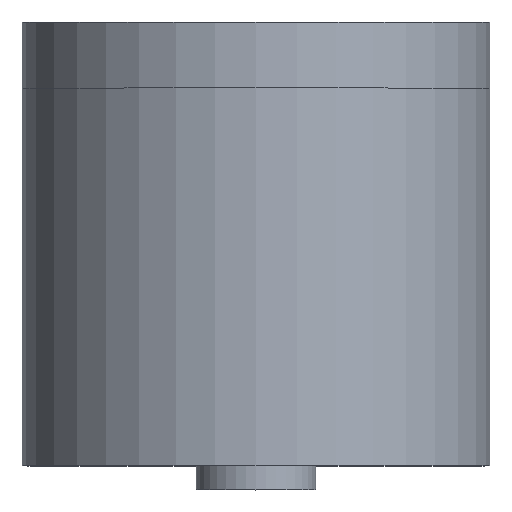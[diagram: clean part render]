
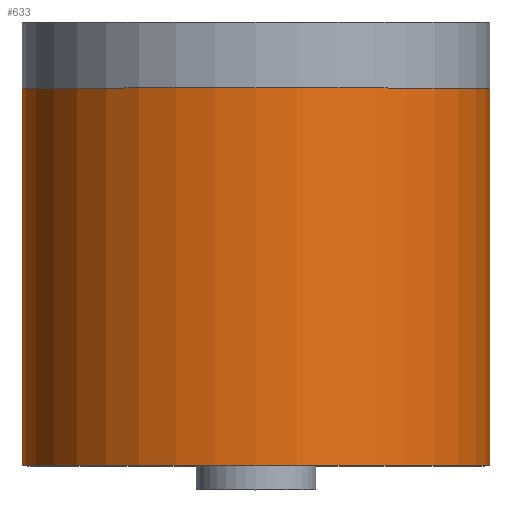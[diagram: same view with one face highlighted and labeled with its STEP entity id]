
A CAD part, top view. The second image highlights one B-rep face of the part: STEP entity #633.
In plain terms, the highlighted cylindrical face has radius 15.6 mm (diameter 31.2 mm), a full revolution.
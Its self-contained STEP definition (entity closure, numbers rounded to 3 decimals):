
#579 = PLANE('',#580);
#580 = AXIS2_PLACEMENT_3D('',#581,#582,#583);
#581 = CARTESIAN_POINT('',(0.,-10.4,0.));
#582 = DIRECTION('',(-0.,-1.,-0.));
#583 = DIRECTION('',(1.,-0.,0.));
#605 = EDGE_CURVE('',#606,#606,#608,.T.);
#606 = VERTEX_POINT('',#607);
#607 = CARTESIAN_POINT('',(15.6,-10.4,0.));
#608 = SURFACE_CURVE('',#609,(#614,#621),.PCURVE_S1.);
#609 = CIRCLE('',#610,15.6);
#610 = AXIS2_PLACEMENT_3D('',#611,#612,#613);
#611 = CARTESIAN_POINT('',(0.,-10.4,0.));
#612 = DIRECTION('',(0.,-1.,0.));
#613 = DIRECTION('',(1.,0.,0.));
#614 = PCURVE('',#579,#615);
#615 = DEFINITIONAL_REPRESENTATION('',(#616),#620);
#616 = CIRCLE('',#617,15.6);
#617 = AXIS2_PLACEMENT_2D('',#618,#619);
#618 = CARTESIAN_POINT('',(0.,0.));
#619 = DIRECTION('',(1.,0.));
#620 = ( GEOMETRIC_REPRESENTATION_CONTEXT(2) 
PARAMETRIC_REPRESENTATION_CONTEXT() REPRESENTATION_CONTEXT('2D SPACE',''
  ) );
#621 = PCURVE('',#622,#627);
#622 = CYLINDRICAL_SURFACE('',#623,15.6);
#623 = AXIS2_PLACEMENT_3D('',#624,#625,#626);
#624 = CARTESIAN_POINT('',(0.,-10.4,0.));
#625 = DIRECTION('',(0.,1.,0.));
#626 = DIRECTION('',(1.,0.,0.));
#627 = DEFINITIONAL_REPRESENTATION('',(#628),#632);
#628 = LINE('',#629,#630);
#629 = CARTESIAN_POINT('',(6.283,0.));
#630 = VECTOR('',#631,1.);
#631 = DIRECTION('',(-1.,0.));
#632 = ( GEOMETRIC_REPRESENTATION_CONTEXT(2) 
PARAMETRIC_REPRESENTATION_CONTEXT() REPRESENTATION_CONTEXT('2D SPACE',''
  ) );
#633 = ADVANCED_FACE('',(#634),#622,.T.);
#634 = FACE_BOUND('',#635,.T.);
#635 = EDGE_LOOP('',(#636,#659,#686,#687));
#636 = ORIENTED_EDGE('',*,*,#637,.T.);
#637 = EDGE_CURVE('',#606,#638,#640,.T.);
#638 = VERTEX_POINT('',#639);
#639 = CARTESIAN_POINT('',(15.6,14.8,0.));
#640 = SEAM_CURVE('',#641,(#645,#652),.PCURVE_S1.);
#641 = LINE('',#642,#643);
#642 = CARTESIAN_POINT('',(15.6,-10.4,0.));
#643 = VECTOR('',#644,1.);
#644 = DIRECTION('',(0.,1.,0.));
#645 = PCURVE('',#622,#646);
#646 = DEFINITIONAL_REPRESENTATION('',(#647),#651);
#647 = LINE('',#648,#649);
#648 = CARTESIAN_POINT('',(6.283,0.));
#649 = VECTOR('',#650,1.);
#650 = DIRECTION('',(-0.,1.));
#651 = ( GEOMETRIC_REPRESENTATION_CONTEXT(2) 
PARAMETRIC_REPRESENTATION_CONTEXT() REPRESENTATION_CONTEXT('2D SPACE',''
  ) );
#652 = PCURVE('',#622,#653);
#653 = DEFINITIONAL_REPRESENTATION('',(#654),#658);
#654 = LINE('',#655,#656);
#655 = CARTESIAN_POINT('',(0.,0.));
#656 = VECTOR('',#657,1.);
#657 = DIRECTION('',(-0.,1.));
#658 = ( GEOMETRIC_REPRESENTATION_CONTEXT(2) 
PARAMETRIC_REPRESENTATION_CONTEXT() REPRESENTATION_CONTEXT('2D SPACE',''
  ) );
#659 = ORIENTED_EDGE('',*,*,#660,.T.);
#660 = EDGE_CURVE('',#638,#638,#661,.T.);
#661 = SURFACE_CURVE('',#662,(#667,#674),.PCURVE_S1.);
#662 = CIRCLE('',#663,15.6);
#663 = AXIS2_PLACEMENT_3D('',#664,#665,#666);
#664 = CARTESIAN_POINT('',(0.,14.8,0.));
#665 = DIRECTION('',(0.,-1.,0.));
#666 = DIRECTION('',(1.,0.,0.));
#667 = PCURVE('',#622,#668);
#668 = DEFINITIONAL_REPRESENTATION('',(#669),#673);
#669 = LINE('',#670,#671);
#670 = CARTESIAN_POINT('',(6.283,25.2));
#671 = VECTOR('',#672,1.);
#672 = DIRECTION('',(-1.,0.));
#673 = ( GEOMETRIC_REPRESENTATION_CONTEXT(2) 
PARAMETRIC_REPRESENTATION_CONTEXT() REPRESENTATION_CONTEXT('2D SPACE',''
  ) );
#674 = PCURVE('',#675,#680);
#675 = PLANE('',#676);
#676 = AXIS2_PLACEMENT_3D('',#677,#678,#679);
#677 = CARTESIAN_POINT('',(0.,14.8,0.));
#678 = DIRECTION('',(-0.,-1.,-0.));
#679 = DIRECTION('',(1.,-0.,0.));
#680 = DEFINITIONAL_REPRESENTATION('',(#681),#685);
#681 = CIRCLE('',#682,15.6);
#682 = AXIS2_PLACEMENT_2D('',#683,#684);
#683 = CARTESIAN_POINT('',(0.,0.));
#684 = DIRECTION('',(1.,0.));
#685 = ( GEOMETRIC_REPRESENTATION_CONTEXT(2) 
PARAMETRIC_REPRESENTATION_CONTEXT() REPRESENTATION_CONTEXT('2D SPACE',''
  ) );
#686 = ORIENTED_EDGE('',*,*,#637,.F.);
#687 = ORIENTED_EDGE('',*,*,#605,.F.);
